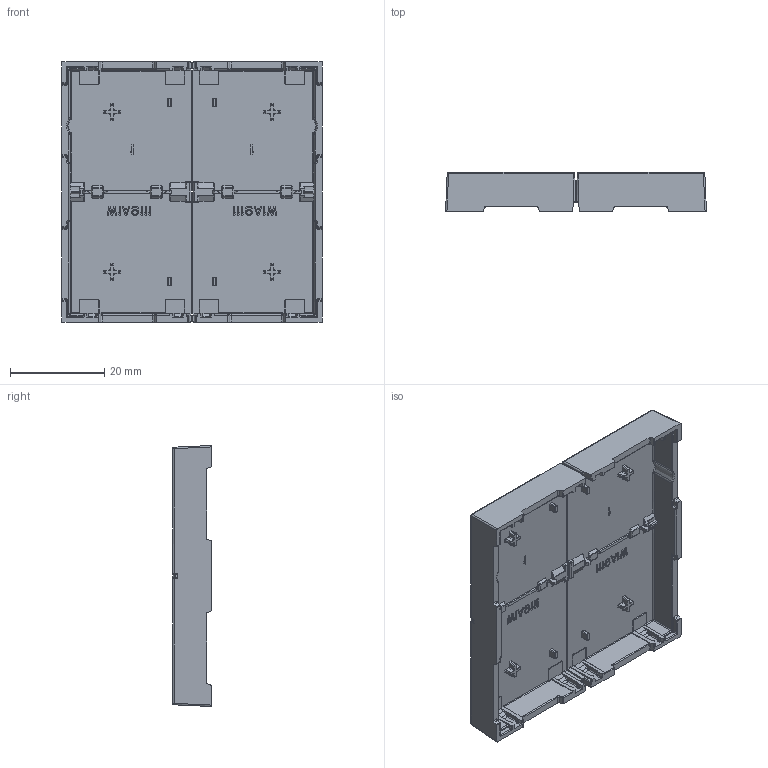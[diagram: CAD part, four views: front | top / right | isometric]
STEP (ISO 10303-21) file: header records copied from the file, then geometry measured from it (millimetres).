
FILE_DESCRIPTION((''),'2;1');
FILE_NAME('WAN7021WM_ASM','2025-04-16T07:41:25',('weberr1'),(''),'CREO PARAMETRIC BY PTC INC, 2023154','CREO PARAMETRIC BY PTC INC, 2023154','');
FILE_SCHEMA(('CONFIG_CONTROL_DESIGN','SHAPE_APPEARANCE_LAYERS_GROUPS'));
Products named in the file (3): W1A9111_MH; W1A9113_99; WAN7021WM_ASM
Assembly tree (3 placements, depth 2):
  WAN7021WM_ASM
    W1A9111_MH
    W1A9113_99  x2
Bounding box: 55.4 x 8.2 x 55.4 mm (x, y, z)
Volume: 7109.8 mm3; surface area: 9684.3 mm2
Topology: 4 solids, 4 shells, 1546 faces, 3984 edges, 2468 vertices
Faces by surface type: plane 688, cylinder 510, bspline 168, sphere 64, torus 60, cone 56
Entity records: 64741 total; most frequent: CARTESIAN_POINT 19818, ORIENTED_EDGE 7604, DIRECTION 6480, EDGE_CURVE 3802, VERTEX_POINT 2348, VECTOR 2344, LINE 2344, AXIS2_PLACEMENT_3D 2068
